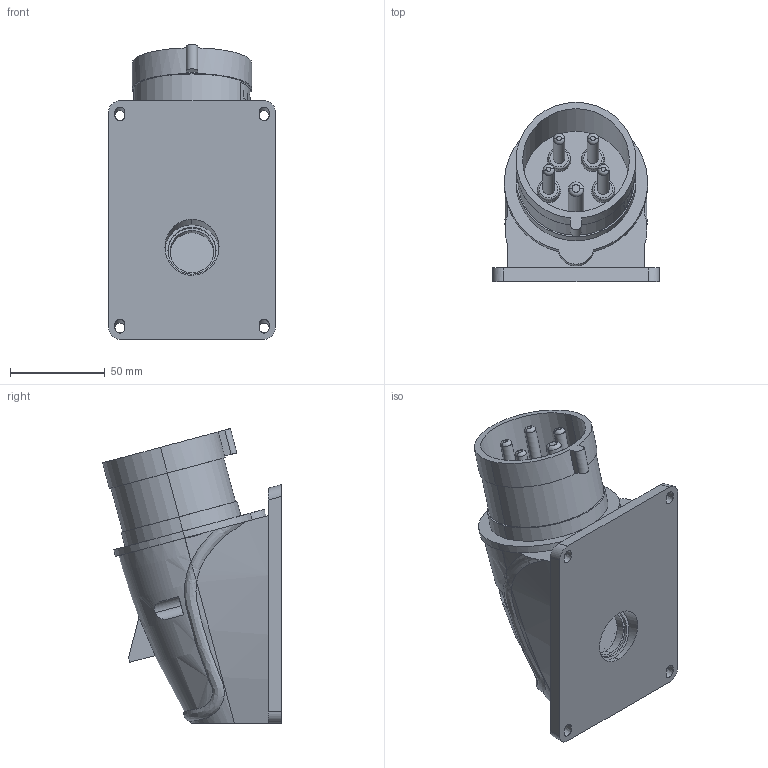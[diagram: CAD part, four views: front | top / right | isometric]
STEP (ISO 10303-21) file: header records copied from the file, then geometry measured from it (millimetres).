
FILE_DESCRIPTION (( 'STEP AP214' ), '1' );
FILE_NAME ('PSN52-032-5 Âèëêà ñòàöèîíàðíàÿ ÑÑÈ-525 32À-6÷_200_346-240_415Â 3Ð+ÐÅ+N IP44 MAGNUM ÈÝÊ.STEP', '2017-02-06T09:04:56', ( '' ), ( '' ), 'SwSTEP 2.0', 'SolidWorks 2014', '' );
FILE_SCHEMA (( 'AUTOMOTIVE_DESIGN' ));
Length unit declared in the file: millimetre
Products named in the file (1): PSN52-032-5 Âèëêà ñòàöèîíàðíàÿ ÑÑÈ-525 32À-6÷_200_346-240_415Â 3Ð+ÐÅ+N IP44 MAGNUM ÈÝÊ
Bounding box: 88 x 94.29 x 155.43 mm (x, y, z)
Volume: 237008.2 mm3; surface area: 110184.8 mm2
Topology: 12 solids, 12 shells, 742 faces, 1913 edges, 1262 vertices
Faces by surface type: plane 451, cylinder 210, bspline 42, torus 21, cone 18
Entity records: 29771 total; most frequent: CARTESIAN_POINT 11676, ORIENTED_EDGE 3806, DIRECTION 3550, EDGE_CURVE 1903, VERTEX_POINT 1262, VECTOR 1194, LINE 1194, AXIS2_PLACEMENT_3D 1178
